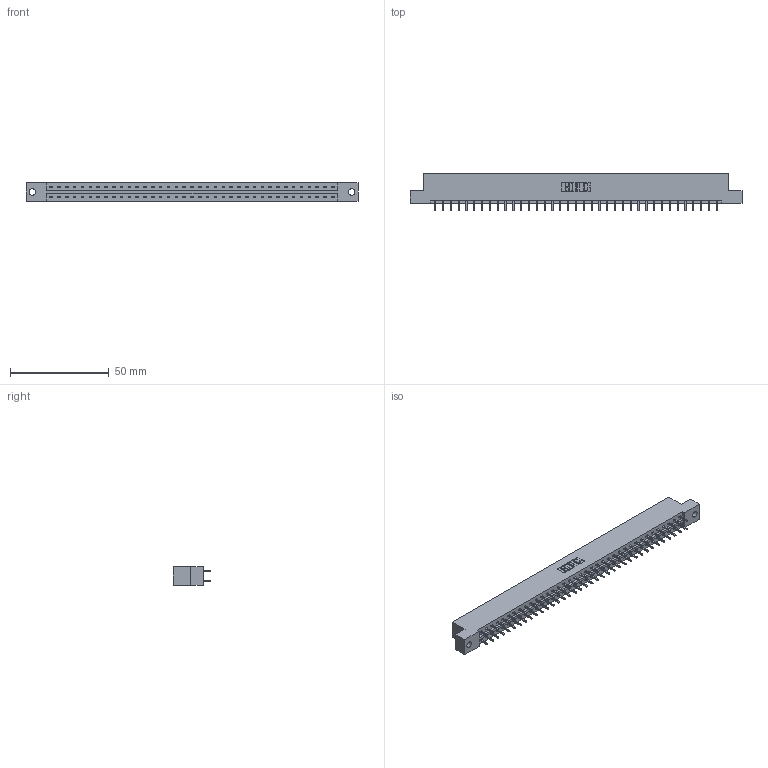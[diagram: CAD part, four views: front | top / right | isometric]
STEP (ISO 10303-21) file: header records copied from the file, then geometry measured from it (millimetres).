
FILE_DESCRIPTION (( 'STEP AP203' ), '1' );
FILE_NAME ('333-074-521-202.STEP', '2018-08-04T21:34:56', ( '' ), ( '' ), 'SwSTEP 2.0', 'SolidWorks 2016', '' );
FILE_SCHEMA (( 'CONFIG_CONTROL_DESIGN' ));
Length unit declared in the file: inch
Products named in the file (3): 333 Part_Flush - .128 Dia; 345-292-001_345-293-121; 333-074-521-202
Assembly tree (75 placements, depth 2):
  333-074-521-202
    333 Part_Flush - .128 Dia
    345-292-001_345-293-121  x74
Bounding box: 168.15 x 19.06 x 9.4 mm (x, y, z)
Volume: 17053.3 mm3; surface area: 19621.3 mm2
Topology: 75 solids, 75 shells, 3962 faces, 11781 edges, 7754 vertices
Faces by surface type: plane 2734, cylinder 1228
Entity records: 24471 total; most frequent: CARTESIAN_POINT 4062, ORIENTED_EDGE 3998, DIRECTION 3479, EDGE_CURVE 1999, VECTOR 1871, LINE 1871, VERTEX_POINT 1330, AXIS2_PLACEMENT_3D 804
